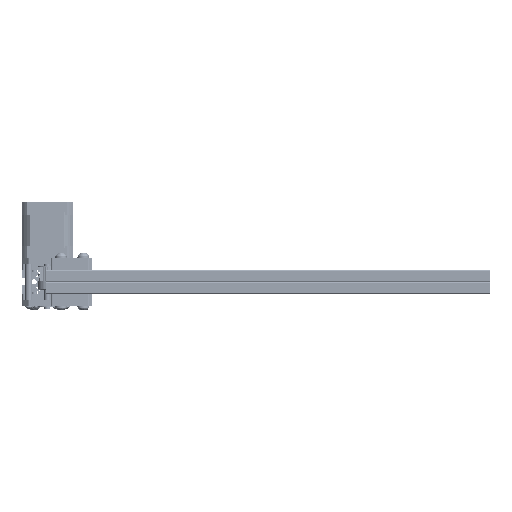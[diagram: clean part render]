
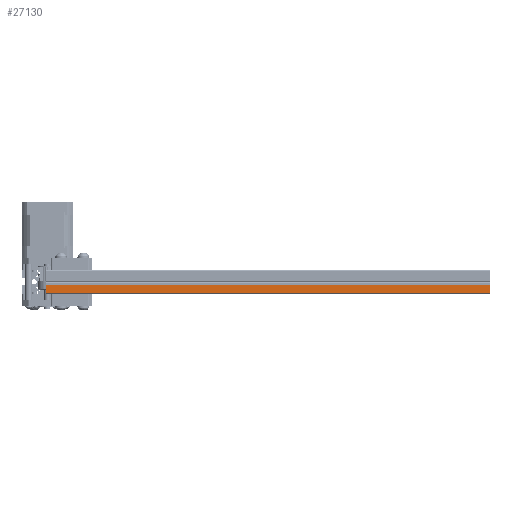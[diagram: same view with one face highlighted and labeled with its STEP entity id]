
A CAD part, left-side view. The second image highlights one B-rep face of the part: STEP entity #27130.
In plain terms, the highlighted face is planar.
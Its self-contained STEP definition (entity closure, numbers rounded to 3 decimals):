
#2244=PLANE('',#30549);
#3691=FACE_OUTER_BOUND('',#5429,.T.);
#5429=EDGE_LOOP('',(#24449,#24450,#24451,#24452));
#7462=LINE('',#49036,#9659);
#7463=LINE('',#49039,#9660);
#7464=LINE('',#49041,#9661);
#7465=LINE('',#49042,#9662);
#9659=VECTOR('',#38558,1000.);
#9660=VECTOR('',#38561,1000.);
#9661=VECTOR('',#38562,10.);
#9662=VECTOR('',#38563,1000.);
#13635=VERTEX_POINT('',#49032);
#13636=VERTEX_POINT('',#49034);
#13637=VERTEX_POINT('',#49038);
#13638=VERTEX_POINT('',#49040);
#17299=EDGE_CURVE('',#13636,#13635,#7462,.T.);
#17300=EDGE_CURVE('',#13635,#13637,#7463,.T.);
#17301=EDGE_CURVE('',#13636,#13638,#7464,.T.);
#17302=EDGE_CURVE('',#13638,#13637,#7465,.T.);
#24449=ORIENTED_EDGE('',*,*,#17300,.F.);
#24450=ORIENTED_EDGE('',*,*,#17299,.F.);
#24451=ORIENTED_EDGE('',*,*,#17301,.T.);
#24452=ORIENTED_EDGE('',*,*,#17302,.T.);
#27130=ADVANCED_FACE('',(#3691),#2244,.T.);
#30549=AXIS2_PLACEMENT_3D('',#49037,#38559,#38560);
#38558=DIRECTION('',(0.,0.,1.));
#38559=DIRECTION('center_axis',(0.,1.,0.));
#38560=DIRECTION('ref_axis',(0.,0.,1.));
#38561=DIRECTION('',(-1.,0.,0.));
#38562=DIRECTION('',(-1.,0.,0.));
#38563=DIRECTION('',(0.,0.,1.));
#49032=CARTESIAN_POINT('',(9.,10.,20.));
#49034=CARTESIAN_POINT('',(9.,10.,-350.));
#49036=CARTESIAN_POINT('',(9.,10.,-200.));
#49037=CARTESIAN_POINT('Origin',(9.,10.,-200.));
#49038=CARTESIAN_POINT('',(3.,10.,20.));
#49039=CARTESIAN_POINT('',(9.,10.,20.));
#49040=CARTESIAN_POINT('',(3.,10.,-350.));
#49041=CARTESIAN_POINT('',(0.,10.,-350.));
#49042=CARTESIAN_POINT('',(3.,10.,-200.));
